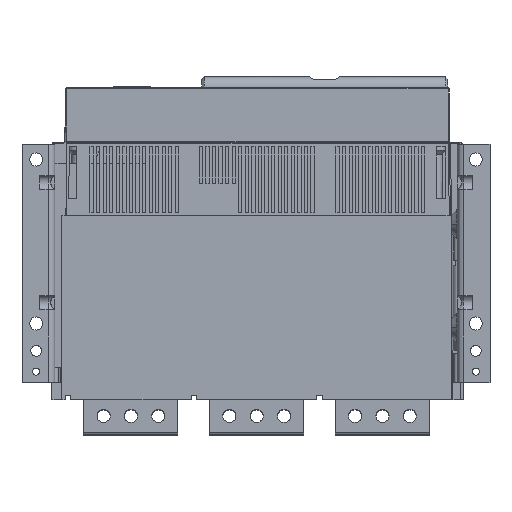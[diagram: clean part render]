
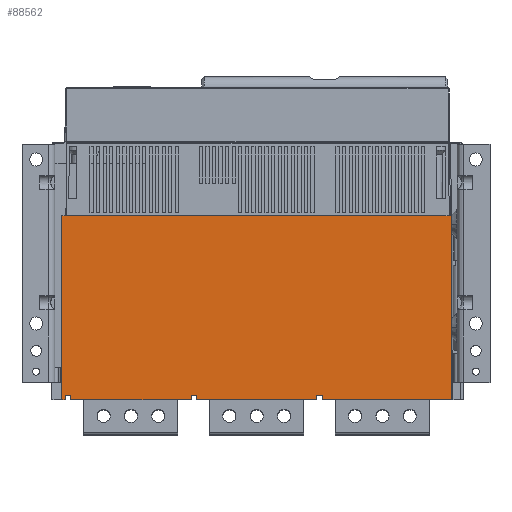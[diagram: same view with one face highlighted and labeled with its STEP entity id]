
A CAD part, front view. The second image highlights one B-rep face of the part: STEP entity #88562.
In plain terms, the highlighted planar face has unit normal (0, -1, 0).
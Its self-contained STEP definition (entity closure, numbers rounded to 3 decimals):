
#1495=DIRECTION('',(-0.002,-0.047,-0.999));
#1496=VECTOR('',#1495,0.023);
#1497=CARTESIAN_POINT('',(-173.998,0.001,168.));
#1498=LINE('',#1497,#1496);
#1499=DIRECTION('',(-1.,0.,0.));
#1500=VECTOR('',#1499,11.803);
#1501=CARTESIAN_POINT('',(176.001,0.001,168.));
#1502=LINE('',#1501,#1500);
#1503=DIRECTION('',(-1.,0.001,0.));
#1504=VECTOR('',#1503,1.999);
#1505=CARTESIAN_POINT('',(178.,0.,168.));
#1506=LINE('',#1505,#1504);
#1507=DIRECTION('',(0.,0.,1.));
#1508=VECTOR('',#1507,168.);
#1509=CARTESIAN_POINT('',(178.,0.,0.));
#1510=LINE('',#1509,#1508);
#1511=DIRECTION('',(0.,0.,1.));
#1512=VECTOR('',#1511,167.985);
#1513=CARTESIAN_POINT('',(-178.34,0.,0.));
#1514=LINE('',#1513,#1512);
#1515=DIRECTION('',(-1.,0.,0.002));
#1516=VECTOR('',#1515,4.342);
#1517=CARTESIAN_POINT('',(-173.998,0.,
167.977));
#1518=LINE('',#1517,#1516);
#1527=DIRECTION('',(1.,0.,0.));
#1528=VECTOR('',#1527,338.195);
#1529=CARTESIAN_POINT('',(-173.998,0.001,168.));
#1530=LINE('',#1529,#1528);
#8719=DIRECTION('',(-1.,0.,0.));
#8720=VECTOR('',#8719,118.);
#8721=CARTESIAN_POINT('',(178.,0.,0.));
#8722=LINE('',#8721,#8720);
#12343=DIRECTION('',(-1.,0.,0.));
#12344=VECTOR('',#12343,3.34);
#12345=CARTESIAN_POINT('',(-175.,0.,0.));
#12346=LINE('',#12345,#12344);
#12365=DIRECTION('',(0.,0.,-1.));
#12366=VECTOR('',#12365,4.);
#12367=CARTESIAN_POINT('',(-175.,0.,4.));
#12368=LINE('',#12367,#12366);
#12382=DIRECTION('',(-1.,0.,0.));
#12383=VECTOR('',#12382,5.);
#12384=CARTESIAN_POINT('',(-170.,0.,4.));
#12385=LINE('',#12384,#12383);
#12429=DIRECTION('',(-1.,0.,0.));
#12430=VECTOR('',#12429,110.);
#12431=CARTESIAN_POINT('',(-60.,0.,0.));
#12432=LINE('',#12431,#12430);
#12612=DIRECTION('',(0.,0.,1.));
#12613=VECTOR('',#12612,4.);
#12614=CARTESIAN_POINT('',(-170.,0.,0.));
#12615=LINE('',#12614,#12613);
#12730=DIRECTION('',(0.,0.,-1.));
#12731=VECTOR('',#12730,4.);
#12732=CARTESIAN_POINT('',(-60.,0.,4.));
#12733=LINE('',#12732,#12731);
#12752=DIRECTION('',(-1.,0.,0.));
#12753=VECTOR('',#12752,5.);
#12754=CARTESIAN_POINT('',(-55.,0.,4.));
#12755=LINE('',#12754,#12753);
#12760=DIRECTION('',(0.,0.,1.));
#12761=VECTOR('',#12760,4.);
#12762=CARTESIAN_POINT('',(-55.,0.,0.));
#12763=LINE('',#12762,#12761);
#12778=DIRECTION('',(-1.,0.,0.));
#12779=VECTOR('',#12778,110.);
#12780=CARTESIAN_POINT('',(55.,0.,0.));
#12781=LINE('',#12780,#12779);
#13064=DIRECTION('',(-1.,0.,0.));
#13065=VECTOR('',#13064,5.);
#13066=CARTESIAN_POINT('',(60.,0.,4.));
#13067=LINE('',#13066,#13065);
#13082=DIRECTION('',(0.,0.,-1.));
#13083=VECTOR('',#13082,4.);
#13084=CARTESIAN_POINT('',(55.,0.,4.));
#13085=LINE('',#13084,#13083);
#13094=DIRECTION('',(0.,0.,1.));
#13095=VECTOR('',#13094,4.);
#13096=CARTESIAN_POINT('',(60.,0.,0.));
#13097=LINE('',#13096,#13095);
#13454=CARTESIAN_POINT('',(175.996,0.001,168.));
#68454=CARTESIAN_POINT('',(178.,0.,0.));
#68455=VERTEX_POINT('',#68454);
#68456=CARTESIAN_POINT('',(178.,0.,168.));
#68457=VERTEX_POINT('',#68456);
#68710=VERTEX_POINT('',#13454);
#68714=CARTESIAN_POINT('',(60.,0.,0.));
#68715=VERTEX_POINT('',#68714);
#68716=CARTESIAN_POINT('',(60.,0.,4.));
#68717=VERTEX_POINT('',#68716);
#68718=CARTESIAN_POINT('',(55.,0.,4.));
#68719=VERTEX_POINT('',#68718);
#68720=CARTESIAN_POINT('',(55.,0.,0.));
#68721=VERTEX_POINT('',#68720);
#68722=CARTESIAN_POINT('',(-55.,0.,0.));
#68723=VERTEX_POINT('',#68722);
#68724=CARTESIAN_POINT('',(-55.,0.,4.));
#68725=VERTEX_POINT('',#68724);
#68726=CARTESIAN_POINT('',(-60.,0.,4.));
#68727=VERTEX_POINT('',#68726);
#68728=CARTESIAN_POINT('',(-60.,0.,0.));
#68729=VERTEX_POINT('',#68728);
#68730=CARTESIAN_POINT('',(-170.,0.,0.));
#68731=VERTEX_POINT('',#68730);
#68732=CARTESIAN_POINT('',(-170.,0.,4.));
#68733=VERTEX_POINT('',#68732);
#68734=CARTESIAN_POINT('',(-175.,0.,4.));
#68735=VERTEX_POINT('',#68734);
#68736=CARTESIAN_POINT('',(-175.,0.,0.));
#68737=VERTEX_POINT('',#68736);
#70622=CARTESIAN_POINT('',(164.198,0.,168.));
#70624=VERTEX_POINT('',#70622);
#82667=CARTESIAN_POINT('',(-178.34,0.,0.));
#82669=VERTEX_POINT('',#82667);
#82719=CARTESIAN_POINT('',(-173.998,0.001,168.));
#82720=CARTESIAN_POINT('',(-173.998,0.,
167.977));
#82721=VERTEX_POINT('',#82719);
#82722=VERTEX_POINT('',#82720);
#82723=CARTESIAN_POINT('',(-178.34,0.,167.985));
#82724=VERTEX_POINT('',#82723);
#88518=CARTESIAN_POINT('',(0.,0.,0.));
#88519=DIRECTION('',(0.,-1.,0.));
#88520=DIRECTION('',(1.,0.,0.));
#88521=AXIS2_PLACEMENT_3D('',#88518,#88519,#88520);
#88522=PLANE('',#88521);
#88523=ORIENTED_EDGE('',*,*,#88378,.F.);
#88525=ORIENTED_EDGE('',*,*,#88524,.T.);
#88527=ORIENTED_EDGE('',*,*,#88526,.F.);
#88529=ORIENTED_EDGE('',*,*,#88528,.F.);
#88531=ORIENTED_EDGE('',*,*,#88530,.F.);
#88533=ORIENTED_EDGE('',*,*,#88532,.T.);
#88535=ORIENTED_EDGE('',*,*,#88534,.T.);
#88537=ORIENTED_EDGE('',*,*,#88536,.T.);
#88539=ORIENTED_EDGE('',*,*,#88538,.T.);
#88541=ORIENTED_EDGE('',*,*,#88540,.T.);
#88543=ORIENTED_EDGE('',*,*,#88542,.T.);
#88545=ORIENTED_EDGE('',*,*,#88544,.T.);
#88547=ORIENTED_EDGE('',*,*,#88546,.T.);
#88549=ORIENTED_EDGE('',*,*,#88548,.T.);
#88551=ORIENTED_EDGE('',*,*,#88550,.T.);
#88553=ORIENTED_EDGE('',*,*,#88552,.T.);
#88555=ORIENTED_EDGE('',*,*,#88554,.T.);
#88557=ORIENTED_EDGE('',*,*,#88556,.T.);
#88558=ORIENTED_EDGE('',*,*,#88456,.T.);
#88559=ORIENTED_EDGE('',*,*,#88512,.F.);
#88560=EDGE_LOOP('',(#88523,#88525,#88527,#88529,#88531,#88533,#88535,#88537,
#88539,#88541,#88543,#88545,#88547,#88549,#88551,#88553,#88555,#88557,#88558,
#88559));
#88561=FACE_OUTER_BOUND('',#88560,.F.);
#88562=ADVANCED_FACE('',(#88561),#88522,.T.);
#88378=EDGE_CURVE('',#82721,#82722,#1498,.T.);
#88456=EDGE_CURVE('',#82669,#82724,#1514,.T.);
#88512=EDGE_CURVE('',#82722,#82724,#1518,.T.);
#88524=EDGE_CURVE('',#82721,#70624,#1530,.T.);
#88526=EDGE_CURVE('',#68710,#70624,#1502,.T.);
#88528=EDGE_CURVE('',#68457,#68710,#1506,.T.);
#88530=EDGE_CURVE('',#68455,#68457,#1510,.T.);
#88532=EDGE_CURVE('',#68455,#68715,#8722,.T.);
#88534=EDGE_CURVE('',#68715,#68717,#13097,.T.);
#88536=EDGE_CURVE('',#68717,#68719,#13067,.T.);
#88538=EDGE_CURVE('',#68719,#68721,#13085,.T.);
#88540=EDGE_CURVE('',#68721,#68723,#12781,.T.);
#88542=EDGE_CURVE('',#68723,#68725,#12763,.T.);
#88544=EDGE_CURVE('',#68725,#68727,#12755,.T.);
#88546=EDGE_CURVE('',#68727,#68729,#12733,.T.);
#88548=EDGE_CURVE('',#68729,#68731,#12432,.T.);
#88550=EDGE_CURVE('',#68731,#68733,#12615,.T.);
#88552=EDGE_CURVE('',#68733,#68735,#12385,.T.);
#88554=EDGE_CURVE('',#68735,#68737,#12368,.T.);
#88556=EDGE_CURVE('',#68737,#82669,#12346,.T.);
